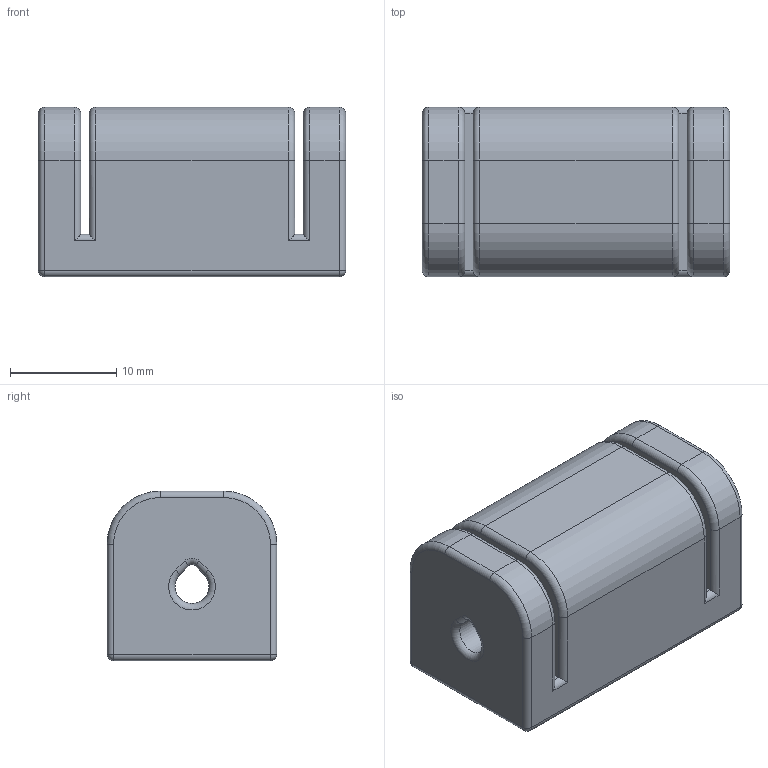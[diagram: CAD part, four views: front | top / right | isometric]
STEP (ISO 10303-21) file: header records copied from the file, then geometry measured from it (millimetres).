
FILE_DESCRIPTION(/* description */ (''),/* implementation_level */ '2;1');
FILE_NAME(/* name */ '3mm-PTFE-Cutter.step',/* time_stamp */ '2023-07-17T10:45:47+02:00',/* author */ (''),/* organization */ (''),/* preprocessor_version */ 'ST-DEVELOPER v19.2',/* originating_system */ 'Autodesk Translation Framework v12.6.0.85',/* authorisation */ '');
FILE_SCHEMA (('AUTOMOTIVE_DESIGN { 1 0 10303 214 3 1 1 }'));
Length unit declared in the file: millimetre
Products named in the file (1): 3mm-PTFE-Cutter
Bounding box: 29 x 16 x 16 mm (x, y, z)
Volume: 6558.2 mm3; surface area: 3054.9 mm2
Topology: 1 solids, 1 shells, 98 faces, 220 edges, 124 vertices
Faces by surface type: cylinder 50, torus 24, plane 20, sphere 4
Entity records: 2741 total; most frequent: DIRECTION 534, CARTESIAN_POINT 443, ORIENTED_EDGE 440, EDGE_CURVE 220, AXIS2_PLACEMENT_3D 215, VERTEX_POINT 124, CIRCLE 108, LINE 104
